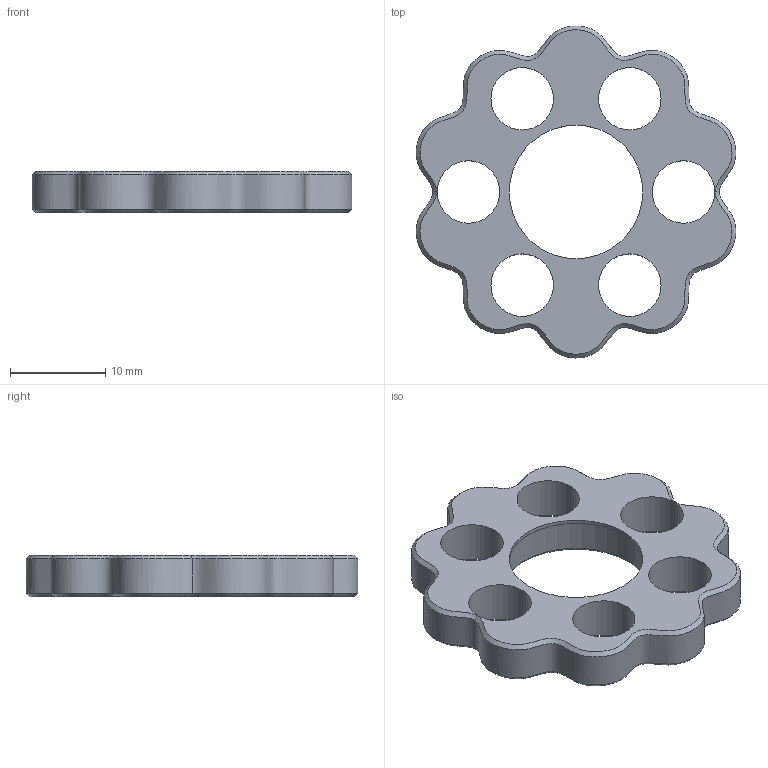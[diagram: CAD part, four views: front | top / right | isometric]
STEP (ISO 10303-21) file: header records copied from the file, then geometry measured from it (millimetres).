
FILE_DESCRIPTION (( 'STEP AP203' ), '1' );
FILE_NAME ('啊盄謫1.2_30mm.S', '2024-03-14T08:12:18', ( '' ), ( '' ), 'SwSTEP 2.0', 'SolidWorks 2022', '' );
FILE_SCHEMA (( 'CONFIG_CONTROL_DESIGN' ));
Length unit declared in the file: millimetre
Products named in the file (1): 啊盄謫1.2_30mm0mm0mm
Bounding box: 33.5 x 34.78 x 4.4 mm (x, y, z)
Volume: 1966.9 mm3; surface area: 2174.7 mm2
Topology: 1 solids, 1 shells, 27 faces, 66 edges, 42 vertices
Faces by surface type: cylinder 16, bspline 6, plane 3, cone 2
Entity records: 12717 total; most frequent: CARTESIAN_POINT 11984, DIRECTION 132, ORIENTED_EDGE 132, EDGE_CURVE 66, AXIS2_PLACEMENT_3D 56, EDGE_LOOP 42, VERTEX_POINT 42, CIRCLE 34
